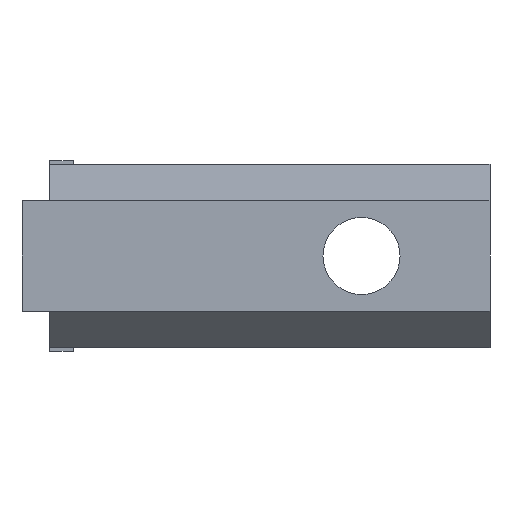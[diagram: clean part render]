
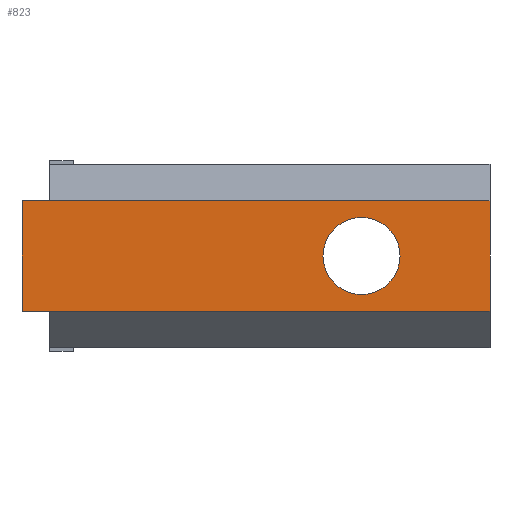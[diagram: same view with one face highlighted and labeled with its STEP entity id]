
A CAD part, front view. The second image highlights one B-rep face of the part: STEP entity #823.
In plain terms, the highlighted planar face has unit normal (0, -1, 0).
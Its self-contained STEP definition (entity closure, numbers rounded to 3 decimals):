
#3 = CARTESIAN_POINT ( 'NONE',  ( 25.5, 0., 3. ) ) ;
#6 = VECTOR ( 'NONE', #770, 1000. ) ;
#18 = CARTESIAN_POINT ( 'NONE',  ( 1.5, 0., -3. ) ) ;
#19 = ORIENTED_EDGE ( 'NONE', *, *, #494, .F. ) ;
#21 = LINE ( 'NONE', #615, #6 ) ;
#22 = CIRCLE ( 'NONE', #498, 2.1 ) ;
#82 = AXIS2_PLACEMENT_3D ( 'NONE', #899, #808, #577 ) ;
#96 = EDGE_CURVE ( 'NONE', #834, #697, #560, .T. ) ;
#102 = LINE ( 'NONE', #395, #445 ) ;
#117 = VECTOR ( 'NONE', #441, 1000. ) ;
#135 = AXIS2_PLACEMENT_3D ( 'NONE', #747, #616, #671 ) ;
#136 = EDGE_CURVE ( 'NONE', #918, #575, #22, .T. ) ;
#185 = DIRECTION ( 'NONE',  ( 0., 0., 1. ) ) ;
#221 = VECTOR ( 'NONE', #690, 1000. ) ;
#228 = ORIENTED_EDGE ( 'NONE', *, *, #470, .F. ) ;
#265 = EDGE_LOOP ( 'NONE', ( #19, #228, #672, #780, #775, #917 ) ) ;
#269 = LINE ( 'NONE', #389, #611 ) ;
#331 = CARTESIAN_POINT ( 'NONE',  ( 0., 0., 3. ) ) ;
#334 = FACE_OUTER_BOUND ( 'NONE', #265, .T. ) ;
#355 = EDGE_CURVE ( 'NONE', #697, #603, #396, .T. ) ;
#381 = DIRECTION ( 'NONE',  ( 1., 0., 0. ) ) ;
#386 = CARTESIAN_POINT ( 'NONE',  ( 1.5, 0., 3. ) ) ;
#387 = DIRECTION ( 'NONE',  ( 0., 1., 0. ) ) ;
#389 = CARTESIAN_POINT ( 'NONE',  ( 1.5, 0., 3. ) ) ;
#394 = CARTESIAN_POINT ( 'NONE',  ( 18.5, 0., 0. ) ) ;
#395 = CARTESIAN_POINT ( 'NONE',  ( 0., 0., 3. ) ) ;
#396 = LINE ( 'NONE', #677, #221 ) ;
#402 = CARTESIAN_POINT ( 'NONE',  ( 25.5, 0., -3. ) ) ;
#441 = DIRECTION ( 'NONE',  ( 1., 0., 0. ) ) ;
#445 = VECTOR ( 'NONE', #510, 1000. ) ;
#470 = EDGE_CURVE ( 'NONE', #834, #926, #102, .T. ) ;
#473 = VERTEX_POINT ( 'NONE', #402 ) ;
#482 = DIRECTION ( 'NONE',  ( 0., 0., -1. ) ) ;
#494 = EDGE_CURVE ( 'NONE', #926, #632, #269, .T. ) ;
#498 = AXIS2_PLACEMENT_3D ( 'NONE', #394, #387, #185 ) ;
#510 = DIRECTION ( 'NONE',  ( 1., 0., 0. ) ) ;
#533 = CIRCLE ( 'NONE', #135, 2.1 ) ;
#559 = EDGE_CURVE ( 'NONE', #632, #473, #21, .T. ) ;
#560 = LINE ( 'NONE', #331, #584 ) ;
#569 = ORIENTED_EDGE ( 'NONE', *, *, #875, .T. ) ;
#575 = VERTEX_POINT ( 'NONE', #876 ) ;
#577 = DIRECTION ( 'NONE',  ( 0., 0., 1. ) ) ;
#580 = PLANE ( 'NONE',  #82 ) ;
#584 = VECTOR ( 'NONE', #482, 1000. ) ;
#603 = VERTEX_POINT ( 'NONE', #18 ) ;
#611 = VECTOR ( 'NONE', #381, 1000. ) ;
#613 = CARTESIAN_POINT ( 'NONE',  ( 0., 0., -3. ) ) ;
#615 = CARTESIAN_POINT ( 'NONE',  ( 25.5, 0., 3. ) ) ;
#616 = DIRECTION ( 'NONE',  ( 0., 1., 0. ) ) ;
#623 = EDGE_CURVE ( 'NONE', #603, #473, #879, .T. ) ;
#632 = VERTEX_POINT ( 'NONE', #3 ) ;
#656 = CARTESIAN_POINT ( 'NONE',  ( 0., 0., 3. ) ) ;
#671 = DIRECTION ( 'NONE',  ( 0., 0., 1. ) ) ;
#672 = ORIENTED_EDGE ( 'NONE', *, *, #96, .T. ) ;
#677 = CARTESIAN_POINT ( 'NONE',  ( 0., 0., -3. ) ) ;
#690 = DIRECTION ( 'NONE',  ( 1., 0., 0. ) ) ;
#697 = VERTEX_POINT ( 'NONE', #613 ) ;
#704 = CARTESIAN_POINT ( 'NONE',  ( 1.5, 0., -3. ) ) ;
#727 = ORIENTED_EDGE ( 'NONE', *, *, #136, .T. ) ;
#736 = CARTESIAN_POINT ( 'NONE',  ( 18.5, 0., 2.1 ) ) ;
#747 = CARTESIAN_POINT ( 'NONE',  ( 18.5, 0., 0. ) ) ;
#770 = DIRECTION ( 'NONE',  ( 0., 0., -1. ) ) ;
#775 = ORIENTED_EDGE ( 'NONE', *, *, #623, .T. ) ;
#780 = ORIENTED_EDGE ( 'NONE', *, *, #355, .T. ) ;
#808 = DIRECTION ( 'NONE',  ( 0., 1., 0. ) ) ;
#823 = ADVANCED_FACE ( 'NONE', ( #891, #334 ), #580, .F. ) ;
#834 = VERTEX_POINT ( 'NONE', #656 ) ;
#875 = EDGE_CURVE ( 'NONE', #575, #918, #533, .T. ) ;
#876 = CARTESIAN_POINT ( 'NONE',  ( 18.5, 0., -2.1 ) ) ;
#879 = LINE ( 'NONE', #704, #117 ) ;
#891 = FACE_BOUND ( 'NONE', #925, .T. ) ;
#899 = CARTESIAN_POINT ( 'NONE',  ( 0., 0., 3. ) ) ;
#917 = ORIENTED_EDGE ( 'NONE', *, *, #559, .F. ) ;
#918 = VERTEX_POINT ( 'NONE', #736 ) ;
#925 = EDGE_LOOP ( 'NONE', ( #727, #569 ) ) ;
#926 = VERTEX_POINT ( 'NONE', #386 ) ;
